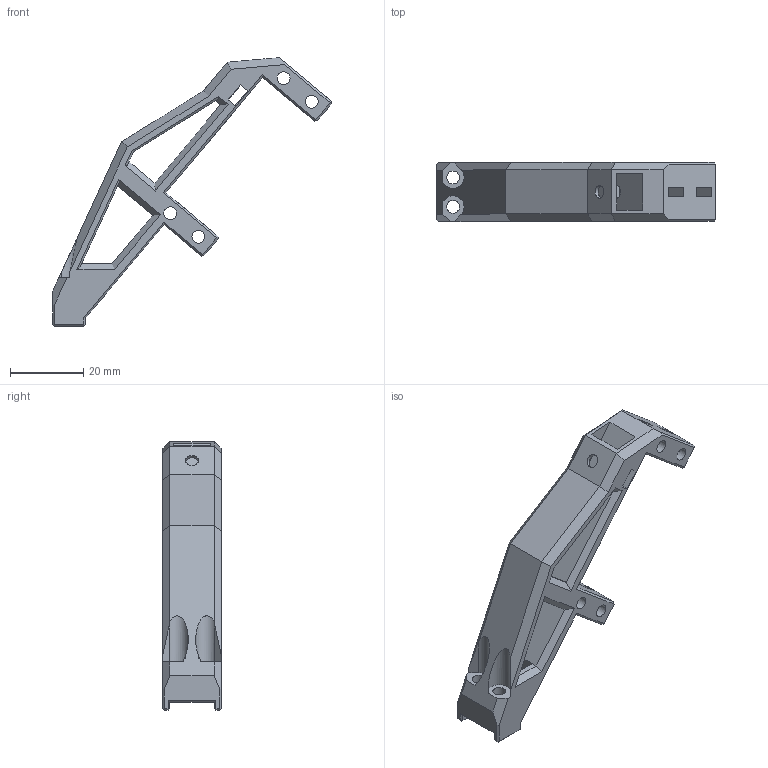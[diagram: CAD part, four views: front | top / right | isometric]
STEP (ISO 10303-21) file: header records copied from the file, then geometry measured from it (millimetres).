
FILE_DESCRIPTION(/* description */ (''),/* implementation_level */ '2;1');
FILE_NAME(/* name */ 'TibiaTop.step',/* time_stamp */ '2023-02-27T21:23:19-06:00',/* author */ (''),/* organization */ (''),/* preprocessor_version */ 'ST-DEVELOPER v19.2',/* originating_system */ 'Autodesk Translation Framework v11.17.0.187',/* authorisation */ '');
FILE_SCHEMA (('AUTOMOTIVE_DESIGN { 1 0 10303 214 3 1 1 }'));
Length unit declared in the file: millimetre
Products named in the file (1): TibiaTop
Bounding box: 75.96 x 16 x 73.17 mm (x, y, z)
Volume: 14250.1 mm3; surface area: 10149.4 mm2
Topology: 1 solids, 1 shells, 162 faces, 426 edges, 262 vertices
Faces by surface type: plane 147, cylinder 15
Full cylindrical faces by diameter (mm): 3.5 x13
Entity records: 4978 total; most frequent: ORIENTED_EDGE 852, CARTESIAN_POINT 851, DIRECTION 784, EDGE_CURVE 426, LINE 394, VECTOR 394, VERTEX_POINT 262, EDGE_LOOP 204
